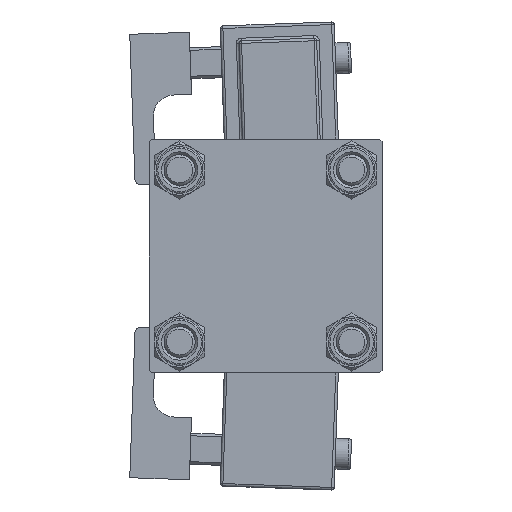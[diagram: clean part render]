
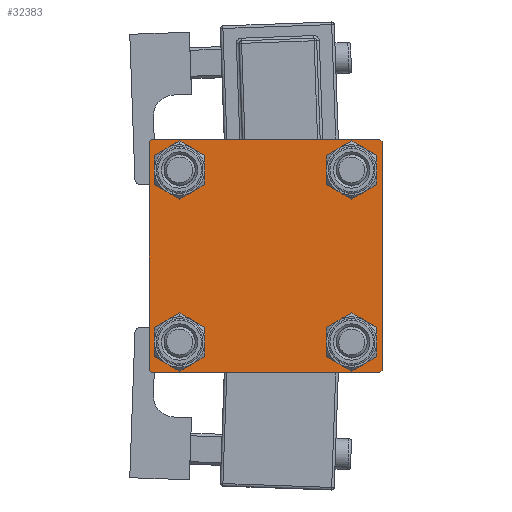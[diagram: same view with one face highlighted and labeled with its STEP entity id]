
A CAD part, left-side view. The second image highlights one B-rep face of the part: STEP entity #32383.
In plain terms, the highlighted planar face has unit normal (-1, 0, 0).
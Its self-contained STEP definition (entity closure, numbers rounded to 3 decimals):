
#1140 = CARTESIAN_POINT ( 'NONE',  ( 0., -16.6, 20.1 ) ) ;
#1771 = VERTEX_POINT ( 'NONE', #27408 ) ;
#1858 = DIRECTION ( 'NONE',  ( -1., 0., 0. ) ) ;
#1911 = DIRECTION ( 'NONE',  ( 1., 0., 0. ) ) ;
#2725 = CARTESIAN_POINT ( 'NONE',  ( 0., 22.25, -22.25 ) ) ;
#2738 = EDGE_LOOP ( 'NONE', ( #22131, #49699 ) ) ;
#3820 = AXIS2_PLACEMENT_3D ( 'NONE', #24067, #28189, #40804 ) ;
#3969 = VECTOR ( 'NONE', #48498, 1000. ) ;
#4058 = ORIENTED_EDGE ( 'NONE', *, *, #5558, .F. ) ;
#4588 = EDGE_LOOP ( 'NONE', ( #24343, #17184 ) ) ;
#4620 = VERTEX_POINT ( 'NONE', #6321 ) ;
#5227 = AXIS2_PLACEMENT_3D ( 'NONE', #39428, #1858, #18595 ) ;
#5558 = EDGE_CURVE ( 'NONE', #37488, #22318, #18881, .T. ) ;
#5706 = VERTEX_POINT ( 'NONE', #28198 ) ;
#5754 = VECTOR ( 'NONE', #50066, 1000. ) ;
#5798 = CARTESIAN_POINT ( 'NONE',  ( 0., -16.6, 16.6 ) ) ;
#5997 = CARTESIAN_POINT ( 'NONE',  ( 0., 16.6, 13.1 ) ) ;
#6294 = EDGE_CURVE ( 'NONE', #1771, #51948, #31144, .T. ) ;
#6321 = CARTESIAN_POINT ( 'NONE',  ( 0., 22.5, 22. ) ) ;
#6630 = CARTESIAN_POINT ( 'NONE',  ( 0., 16.6, -16.6 ) ) ;
#7387 = CARTESIAN_POINT ( 'NONE',  ( 0., 22., 22.5 ) ) ;
#7412 = VERTEX_POINT ( 'NONE', #1140 ) ;
#7488 = VERTEX_POINT ( 'NONE', #19240 ) ;
#7605 = DIRECTION ( 'NONE',  ( 0., 0., -1. ) ) ;
#7624 = ORIENTED_EDGE ( 'NONE', *, *, #39783, .T. ) ;
#8211 = CIRCLE ( 'NONE', #50269, 3.5 ) ;
#8744 = CARTESIAN_POINT ( 'NONE',  ( 0., 16.6, 16.6 ) ) ;
#9209 = CARTESIAN_POINT ( 'NONE',  ( 0., 22.5, -22.5 ) ) ;
#9524 = ORIENTED_EDGE ( 'NONE', *, *, #40921, .F. ) ;
#9644 = CARTESIAN_POINT ( 'NONE',  ( 0., 16.6, 16.6 ) ) ;
#9653 = DIRECTION ( 'NONE',  ( 1., 0., 0. ) ) ;
#10229 = VERTEX_POINT ( 'NONE', #46806 ) ;
#10373 = PLANE ( 'NONE',  #5227 ) ;
#10460 = EDGE_CURVE ( 'NONE', #29051, #45390, #17114, .T. ) ;
#10502 = CARTESIAN_POINT ( 'NONE',  ( 0., -22., -22.5 ) ) ;
#12543 = CARTESIAN_POINT ( 'NONE',  ( 0., -22.5, 22.5 ) ) ;
#12959 = CARTESIAN_POINT ( 'NONE',  ( 0., -16.6, -16.6 ) ) ;
#13808 = DIRECTION ( 'NONE',  ( 0., 0.707, 0.707 ) ) ;
#14168 = EDGE_LOOP ( 'NONE', ( #43519, #26848, #24873, #24359, #9524, #48973, #4058, #42167 ) ) ;
#14282 = DIRECTION ( 'NONE',  ( 1., 0., 0. ) ) ;
#14538 = DIRECTION ( 'NONE',  ( 0., 0., 1. ) ) ;
#14748 = FACE_BOUND ( 'NONE', #2738, .T. ) ;
#16116 = CARTESIAN_POINT ( 'NONE',  ( 0., -22.5, 22. ) ) ;
#16776 = EDGE_LOOP ( 'NONE', ( #47908, #36247 ) ) ;
#17114 = LINE ( 'NONE', #33320, #5754 ) ;
#17167 = LINE ( 'NONE', #9209, #42056 ) ;
#17184 = ORIENTED_EDGE ( 'NONE', *, *, #6294, .T. ) ;
#17385 = CARTESIAN_POINT ( 'NONE',  ( 0., 22.25, 22.25 ) ) ;
#17614 = DIRECTION ( 'NONE',  ( 0., 0., 1. ) ) ;
#17748 = EDGE_CURVE ( 'NONE', #4620, #10229, #36928, .T. ) ;
#17828 = CIRCLE ( 'NONE', #3820, 3.5 ) ;
#18595 = DIRECTION ( 'NONE',  ( 0., 0., 1. ) ) ;
#18881 = LINE ( 'NONE', #52621, #3969 ) ;
#19240 = CARTESIAN_POINT ( 'NONE',  ( 0., 22., -22.5 ) ) ;
#19241 = EDGE_CURVE ( 'NONE', #7488, #29051, #17167, .T. ) ;
#19552 = EDGE_CURVE ( 'NONE', #10229, #7488, #41123, .T. ) ;
#19560 = EDGE_CURVE ( 'NONE', #42018, #5706, #25412, .T. ) ;
#21186 = DIRECTION ( 'NONE',  ( 1., 0., 0. ) ) ;
#21591 = AXIS2_PLACEMENT_3D ( 'NONE', #6630, #26664, #34885 ) ;
#22040 = CARTESIAN_POINT ( 'NONE',  ( 0., -22.25, 22.25 ) ) ;
#22131 = ORIENTED_EDGE ( 'NONE', *, *, #39736, .T. ) ;
#22277 = EDGE_CURVE ( 'NONE', #7412, #37489, #31527, .T. ) ;
#22304 = LINE ( 'NONE', #22040, #28773 ) ;
#22318 = VERTEX_POINT ( 'NONE', #46935 ) ;
#22717 = FACE_BOUND ( 'NONE', #41468, .T. ) ;
#22788 = AXIS2_PLACEMENT_3D ( 'NONE', #8744, #46050, #28777 ) ;
#23646 = VECTOR ( 'NONE', #36996, 1000. ) ;
#23797 = DIRECTION ( 'NONE',  ( 0., 0., 1. ) ) ;
#24067 = CARTESIAN_POINT ( 'NONE',  ( 0., -16.6, -16.6 ) ) ;
#24343 = ORIENTED_EDGE ( 'NONE', *, *, #49557, .T. ) ;
#24359 = ORIENTED_EDGE ( 'NONE', *, *, #10460, .T. ) ;
#24873 = ORIENTED_EDGE ( 'NONE', *, *, #19241, .T. ) ;
#25412 = CIRCLE ( 'NONE', #22788, 3.5 ) ;
#25732 = VECTOR ( 'NONE', #33848, 1000. ) ;
#25870 = EDGE_CURVE ( 'NONE', #40863, #22318, #22304, .T. ) ;
#26203 = DIRECTION ( 'NONE',  ( 0., -1., 0. ) ) ;
#26664 = DIRECTION ( 'NONE',  ( 1., 0., 0. ) ) ;
#26838 = FACE_BOUND ( 'NONE', #4588, .T. ) ;
#26848 = ORIENTED_EDGE ( 'NONE', *, *, #19552, .T. ) ;
#27042 = VERTEX_POINT ( 'NONE', #39876 ) ;
#27230 = CIRCLE ( 'NONE', #53535, 3.5 ) ;
#27408 = CARTESIAN_POINT ( 'NONE',  ( 0., 16.6, -20.1 ) ) ;
#28189 = DIRECTION ( 'NONE',  ( 1., 0., 0. ) ) ;
#28198 = CARTESIAN_POINT ( 'NONE',  ( 0., 16.6, 20.1 ) ) ;
#28773 = VECTOR ( 'NONE', #13808, 1000. ) ;
#28777 = DIRECTION ( 'NONE',  ( 0., 0., 1. ) ) ;
#29051 = VERTEX_POINT ( 'NONE', #10502 ) ;
#31041 = DIRECTION ( 'NONE',  ( 0., 0., 1. ) ) ;
#31123 = CARTESIAN_POINT ( 'NONE',  ( 0., -22.5, -22. ) ) ;
#31144 = CIRCLE ( 'NONE', #35495, 3.5 ) ;
#31527 = CIRCLE ( 'NONE', #49068, 3.5 ) ;
#31822 = CARTESIAN_POINT ( 'NONE',  ( 0., 16.6, -13.1 ) ) ;
#32383 = ADVANCED_FACE ( 'NONE', ( #52337, #22717, #26838, #14748, #43560 ), #10373, .T. ) ;
#32891 = CARTESIAN_POINT ( 'NONE',  ( 0., -16.6, 13.1 ) ) ;
#33102 = CARTESIAN_POINT ( 'NONE',  ( 0., 22.5, 22.5 ) ) ;
#33320 = CARTESIAN_POINT ( 'NONE',  ( 0., -22.25, -22.25 ) ) ;
#33848 = DIRECTION ( 'NONE',  ( 0., 0.707, -0.707 ) ) ;
#33961 = EDGE_CURVE ( 'NONE', #52497, #27042, #27230, .T. ) ;
#34090 = VECTOR ( 'NONE', #7605, 1000. ) ;
#34885 = DIRECTION ( 'NONE',  ( 0., 0., 1. ) ) ;
#35495 = AXIS2_PLACEMENT_3D ( 'NONE', #49759, #42301, #17614 ) ;
#36247 = ORIENTED_EDGE ( 'NONE', *, *, #43569, .T. ) ;
#36928 = LINE ( 'NONE', #33102, #34090 ) ;
#36996 = DIRECTION ( 'NONE',  ( 0., -0.707, -0.707 ) ) ;
#37488 = VERTEX_POINT ( 'NONE', #7387 ) ;
#37489 = VERTEX_POINT ( 'NONE', #32891 ) ;
#37904 = DIRECTION ( 'NONE',  ( 0., 0., 1. ) ) ;
#39428 = CARTESIAN_POINT ( 'NONE',  ( 0., 0., 0. ) ) ;
#39736 = EDGE_CURVE ( 'NONE', #5706, #42018, #51974, .T. ) ;
#39783 = EDGE_CURVE ( 'NONE', #27042, #52497, #17828, .T. ) ;
#39876 = CARTESIAN_POINT ( 'NONE',  ( 0., -16.6, -13.1 ) ) ;
#40804 = DIRECTION ( 'NONE',  ( 0., 0., 1. ) ) ;
#40863 = VERTEX_POINT ( 'NONE', #16116 ) ;
#40921 = EDGE_CURVE ( 'NONE', #40863, #45390, #50134, .T. ) ;
#40941 = CARTESIAN_POINT ( 'NONE',  ( 0., -16.6, -20.1 ) ) ;
#41123 = LINE ( 'NONE', #2725, #23646 ) ;
#41298 = EDGE_CURVE ( 'NONE', #37488, #4620, #42885, .T. ) ;
#41468 = EDGE_LOOP ( 'NONE', ( #7624, #48502 ) ) ;
#41532 = VECTOR ( 'NONE', #53426, 1000. ) ;
#42018 = VERTEX_POINT ( 'NONE', #5997 ) ;
#42056 = VECTOR ( 'NONE', #26203, 1000. ) ;
#42167 = ORIENTED_EDGE ( 'NONE', *, *, #41298, .T. ) ;
#42301 = DIRECTION ( 'NONE',  ( 1., 0., 0. ) ) ;
#42340 = AXIS2_PLACEMENT_3D ( 'NONE', #9644, #14282, #23797 ) ;
#42885 = LINE ( 'NONE', #17385, #25732 ) ;
#43519 = ORIENTED_EDGE ( 'NONE', *, *, #17748, .T. ) ;
#43560 = FACE_OUTER_BOUND ( 'NONE', #14168, .T. ) ;
#43569 = EDGE_CURVE ( 'NONE', #37489, #7412, #8211, .T. ) ;
#45390 = VERTEX_POINT ( 'NONE', #31123 ) ;
#46050 = DIRECTION ( 'NONE',  ( 1., 0., 0. ) ) ;
#46806 = CARTESIAN_POINT ( 'NONE',  ( 0., 22.5, -22. ) ) ;
#46935 = CARTESIAN_POINT ( 'NONE',  ( 0., -22., 22.5 ) ) ;
#47908 = ORIENTED_EDGE ( 'NONE', *, *, #22277, .T. ) ;
#48498 = DIRECTION ( 'NONE',  ( 0., -1., 0. ) ) ;
#48502 = ORIENTED_EDGE ( 'NONE', *, *, #33961, .T. ) ;
#48973 = ORIENTED_EDGE ( 'NONE', *, *, #25870, .T. ) ;
#49068 = AXIS2_PLACEMENT_3D ( 'NONE', #52119, #1911, #14538 ) ;
#49557 = EDGE_CURVE ( 'NONE', #51948, #1771, #49646, .T. ) ;
#49646 = CIRCLE ( 'NONE', #21591, 3.5 ) ;
#49699 = ORIENTED_EDGE ( 'NONE', *, *, #19560, .T. ) ;
#49759 = CARTESIAN_POINT ( 'NONE',  ( 0., 16.6, -16.6 ) ) ;
#50066 = DIRECTION ( 'NONE',  ( 0., -0.707, 0.707 ) ) ;
#50134 = LINE ( 'NONE', #12543, #41532 ) ;
#50269 = AXIS2_PLACEMENT_3D ( 'NONE', #5798, #9653, #31041 ) ;
#51948 = VERTEX_POINT ( 'NONE', #31822 ) ;
#51974 = CIRCLE ( 'NONE', #42340, 3.5 ) ;
#52119 = CARTESIAN_POINT ( 'NONE',  ( 0., -16.6, 16.6 ) ) ;
#52337 = FACE_BOUND ( 'NONE', #16776, .T. ) ;
#52497 = VERTEX_POINT ( 'NONE', #40941 ) ;
#52621 = CARTESIAN_POINT ( 'NONE',  ( 0., 22.5, 22.5 ) ) ;
#53426 = DIRECTION ( 'NONE',  ( 0., 0., -1. ) ) ;
#53535 = AXIS2_PLACEMENT_3D ( 'NONE', #12959, #21186, #37904 ) ;
